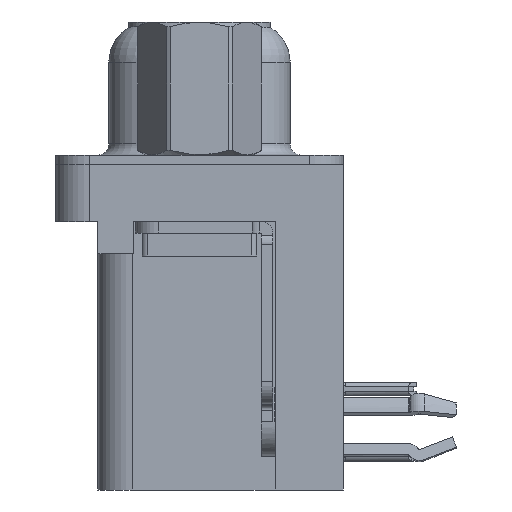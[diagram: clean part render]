
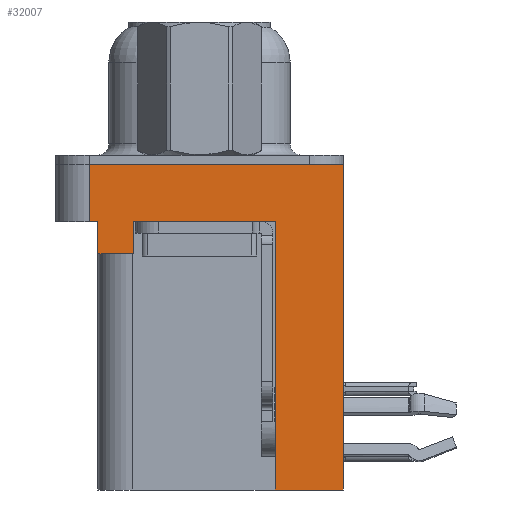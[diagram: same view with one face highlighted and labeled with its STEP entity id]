
A CAD part, left-side view. The second image highlights one B-rep face of the part: STEP entity #32007.
In plain terms, the highlighted planar face has unit normal (-1, 0, 0).
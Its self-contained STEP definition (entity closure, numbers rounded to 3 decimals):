
#228 = ORIENTED_EDGE ( 'NONE', *, *, #26982, .T. ) ;
#913 = LINE ( 'NONE', #15995, #29741 ) ;
#1215 = FACE_OUTER_BOUND ( 'NONE', #17111, .T. ) ;
#1695 = LINE ( 'NONE', #15424, #19090 ) ;
#1908 = VERTEX_POINT ( 'NONE', #21618 ) ;
#1911 = VECTOR ( 'NONE', #31027, 1000. ) ;
#2087 = CARTESIAN_POINT ( 'NONE',  ( -2.935, -3.295, -2.5 ) ) ;
#2100 = DIRECTION ( 'NONE',  ( 0., -1., 0. ) ) ;
#2385 = CARTESIAN_POINT ( 'NONE',  ( -2.935, 4.775, -2.5 ) ) ;
#3310 = ORIENTED_EDGE ( 'NONE', *, *, #24417, .F. ) ;
#3417 = DIRECTION ( 'NONE',  ( 0., -1., 0. ) ) ;
#3549 = CARTESIAN_POINT ( 'NONE',  ( -2.935, 4.775, 0. ) ) ;
#3909 = VECTOR ( 'NONE', #29723, 1000. ) ;
#4550 = VERTEX_POINT ( 'NONE', #17992 ) ;
#5418 = EDGE_CURVE ( 'NONE', #1908, #28557, #28066, .T. ) ;
#5583 = DIRECTION ( 'NONE',  ( 0., 0., 1. ) ) ;
#6931 = DIRECTION ( 'NONE',  ( 0., -1., 0. ) ) ;
#7023 = DIRECTION ( 'NONE',  ( 0., 0., 1. ) ) ;
#9024 = EDGE_CURVE ( 'NONE', #28557, #15770, #20080, .T. ) ;
#9651 = CARTESIAN_POINT ( 'NONE',  ( -2.935, -6.275, -2.5 ) ) ;
#9783 = CARTESIAN_POINT ( 'NONE',  ( -2.935, -6.275, -2.5 ) ) ;
#9908 = CARTESIAN_POINT ( 'NONE',  ( -2.935, 2.895, -2.5 ) ) ;
#10553 = CARTESIAN_POINT ( 'NONE',  ( -2.935, 4.425, -3.9 ) ) ;
#11169 = LINE ( 'NONE', #13348, #24364 ) ;
#12405 = DIRECTION ( 'NONE',  ( 0., 0., 1. ) ) ;
#12520 = EDGE_CURVE ( 'NONE', #32880, #26656, #28202, .T. ) ;
#13115 = CARTESIAN_POINT ( 'NONE',  ( -2.935, -3.295, -14.2 ) ) ;
#13348 = CARTESIAN_POINT ( 'NONE',  ( -2.935, -3.295, -14.2 ) ) ;
#13905 = CARTESIAN_POINT ( 'NONE',  ( -2.935, -3.295, -14.2 ) ) ;
#14103 = EDGE_CURVE ( 'NONE', #18451, #17887, #28540, .T. ) ;
#14453 = LINE ( 'NONE', #9783, #20230 ) ;
#15424 = CARTESIAN_POINT ( 'NONE',  ( -2.935, 2.895, -3.9 ) ) ;
#15770 = VERTEX_POINT ( 'NONE', #18783 ) ;
#15851 = VERTEX_POINT ( 'NONE', #21638 ) ;
#15995 = CARTESIAN_POINT ( 'NONE',  ( -2.935, -6.275, 0. ) ) ;
#16021 = VERTEX_POINT ( 'NONE', #9908 ) ;
#16389 = ORIENTED_EDGE ( 'NONE', *, *, #5418, .F. ) ;
#16588 = CARTESIAN_POINT ( 'NONE',  ( -2.935, 4.775, -2.5 ) ) ;
#16817 = LINE ( 'NONE', #18553, #3909 ) ;
#17111 = EDGE_LOOP ( 'NONE', ( #25958, #19668, #21684, #19742, #16389, #228, #22769, #21117, #3310, #29573 ) ) ;
#17832 = CARTESIAN_POINT ( 'NONE',  ( -2.935, 4.425, -3.9 ) ) ;
#17887 = VERTEX_POINT ( 'NONE', #2087 ) ;
#17992 = CARTESIAN_POINT ( 'NONE',  ( -2.935, -6.275, -14.2 ) ) ;
#18451 = VERTEX_POINT ( 'NONE', #13905 ) ;
#18553 = CARTESIAN_POINT ( 'NONE',  ( -2.935, -6.275, -2.5 ) ) ;
#18783 = CARTESIAN_POINT ( 'NONE',  ( -2.935, 4.425, -2.5 ) ) ;
#19090 = VECTOR ( 'NONE', #12405, 1000. ) ;
#19482 = EDGE_CURVE ( 'NONE', #4550, #15851, #16817, .T. ) ;
#19668 = ORIENTED_EDGE ( 'NONE', *, *, #12520, .F. ) ;
#19742 = ORIENTED_EDGE ( 'NONE', *, *, #9024, .F. ) ;
#20080 = LINE ( 'NONE', #29977, #30662 ) ;
#20230 = VECTOR ( 'NONE', #6931, 1000. ) ;
#21117 = ORIENTED_EDGE ( 'NONE', *, *, #14103, .F. ) ;
#21618 = CARTESIAN_POINT ( 'NONE',  ( -2.935, 2.895, -3.9 ) ) ;
#21638 = CARTESIAN_POINT ( 'NONE',  ( -2.935, -6.275, 0. ) ) ;
#21684 = ORIENTED_EDGE ( 'NONE', *, *, #31125, .T. ) ;
#22416 = AXIS2_PLACEMENT_3D ( 'NONE', #26357, #31531, #29522 ) ;
#22769 = ORIENTED_EDGE ( 'NONE', *, *, #25478, .T. ) ;
#23419 = VECTOR ( 'NONE', #25219, 1000. ) ;
#24364 = VECTOR ( 'NONE', #25936, 1000. ) ;
#24417 = EDGE_CURVE ( 'NONE', #4550, #18451, #11169, .T. ) ;
#25008 = VECTOR ( 'NONE', #5583, 1000. ) ;
#25070 = LINE ( 'NONE', #9651, #32959 ) ;
#25219 = DIRECTION ( 'NONE',  ( 0., 1., 0. ) ) ;
#25478 = EDGE_CURVE ( 'NONE', #16021, #17887, #25070, .T. ) ;
#25666 = EDGE_CURVE ( 'NONE', #26656, #15851, #913, .T. ) ;
#25936 = DIRECTION ( 'NONE',  ( 0., 1., 0. ) ) ;
#25958 = ORIENTED_EDGE ( 'NONE', *, *, #25666, .F. ) ;
#26357 = CARTESIAN_POINT ( 'NONE',  ( -2.935, -6.275, -2.5 ) ) ;
#26656 = VERTEX_POINT ( 'NONE', #3549 ) ;
#26982 = EDGE_CURVE ( 'NONE', #1908, #16021, #1695, .T. ) ;
#28066 = LINE ( 'NONE', #17832, #23419 ) ;
#28202 = LINE ( 'NONE', #2385, #1911 ) ;
#28540 = LINE ( 'NONE', #13115, #25008 ) ;
#28557 = VERTEX_POINT ( 'NONE', #10553 ) ;
#29195 = PLANE ( 'NONE',  #22416 ) ;
#29522 = DIRECTION ( 'NONE',  ( 0., 0., 1. ) ) ;
#29573 = ORIENTED_EDGE ( 'NONE', *, *, #19482, .T. ) ;
#29723 = DIRECTION ( 'NONE',  ( 0., 0., 1. ) ) ;
#29741 = VECTOR ( 'NONE', #3417, 1000. ) ;
#29977 = CARTESIAN_POINT ( 'NONE',  ( -2.935, 4.425, -3.9 ) ) ;
#30662 = VECTOR ( 'NONE', #7023, 1000. ) ;
#31027 = DIRECTION ( 'NONE',  ( 0., 0., 1. ) ) ;
#31125 = EDGE_CURVE ( 'NONE', #32880, #15770, #14453, .T. ) ;
#31531 = DIRECTION ( 'NONE',  ( -1., 0., 0. ) ) ;
#32007 = ADVANCED_FACE ( 'NONE', ( #1215 ), #29195, .T. ) ;
#32880 = VERTEX_POINT ( 'NONE', #16588 ) ;
#32959 = VECTOR ( 'NONE', #2100, 1000. ) ;
